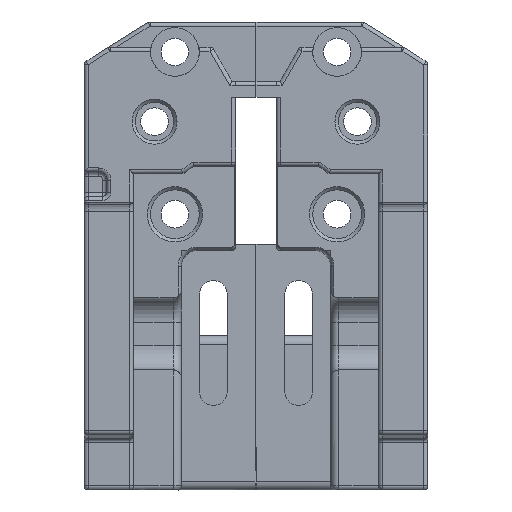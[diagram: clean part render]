
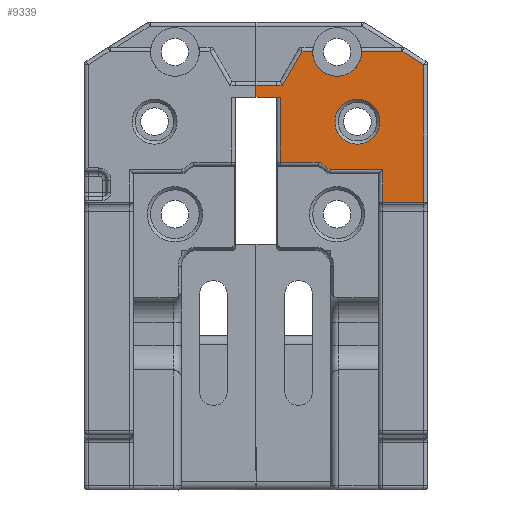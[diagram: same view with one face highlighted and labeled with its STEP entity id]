
A CAD part, front view. The second image highlights one B-rep face of the part: STEP entity #9339.
In plain terms, the highlighted planar face has unit normal (0, -1, 0).
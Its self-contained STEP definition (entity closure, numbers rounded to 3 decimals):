
#844=LINE('',#15486,#1659);
#845=LINE('',#15488,#1660);
#846=LINE('',#15490,#1661);
#847=LINE('',#15492,#1662);
#848=LINE('',#15494,#1663);
#849=LINE('',#15496,#1664);
#850=LINE('',#15498,#1665);
#851=LINE('',#15500,#1666);
#852=LINE('',#15504,#1667);
#853=LINE('',#15506,#1668);
#854=LINE('',#15508,#1669);
#855=LINE('',#15510,#1670);
#856=LINE('',#15512,#1671);
#857=LINE('',#15514,#1672);
#1659=VECTOR('',#12329,10.);
#1660=VECTOR('',#12330,10.);
#1661=VECTOR('',#12331,10.);
#1662=VECTOR('',#12332,10.);
#1663=VECTOR('',#12333,10.);
#1664=VECTOR('',#12334,10.);
#1665=VECTOR('',#12335,10.);
#1666=VECTOR('',#12336,10.);
#1667=VECTOR('',#12339,10.);
#1668=VECTOR('',#12340,10.);
#1669=VECTOR('',#12341,10.);
#1670=VECTOR('',#12342,10.);
#1671=VECTOR('',#12343,10.);
#1672=VECTOR('',#12344,10.);
#2097=FACE_BOUND('',#2997,.T.);
#2408=FACE_OUTER_BOUND('',#2996,.T.);
#2996=EDGE_LOOP('',(#7457,#7458,#7459,#7460,#7461,#7462,#7463,#7464,#7465,
#7466,#7467,#7468,#7469,#7470,#7471,#7472,#7473));
#2997=EDGE_LOOP('',(#7474));
#3571=CIRCLE('',#10220,2.775);
#3573=CIRCLE('',#10223,15.15);
#3574=CIRCLE('',#10224,3.);
#3575=CIRCLE('',#10225,3.);
#4218=VERTEX_POINT('',#15478);
#4220=VERTEX_POINT('',#15484);
#4221=VERTEX_POINT('',#15485);
#4222=VERTEX_POINT('',#15487);
#4223=VERTEX_POINT('',#15489);
#4224=VERTEX_POINT('',#15491);
#4225=VERTEX_POINT('',#15493);
#4226=VERTEX_POINT('',#15495);
#4227=VERTEX_POINT('',#15497);
#4228=VERTEX_POINT('',#15499);
#4229=VERTEX_POINT('',#15501);
#4230=VERTEX_POINT('',#15503);
#4231=VERTEX_POINT('',#15505);
#4232=VERTEX_POINT('',#15507);
#4233=VERTEX_POINT('',#15509);
#4234=VERTEX_POINT('',#15511);
#4235=VERTEX_POINT('',#15513);
#4236=VERTEX_POINT('',#15515);
#5342=EDGE_CURVE('',#4218,#4218,#3571,.T.);
#5345=EDGE_CURVE('',#4220,#4221,#844,.T.);
#5346=EDGE_CURVE('',#4222,#4220,#845,.T.);
#5347=EDGE_CURVE('',#4223,#4222,#846,.T.);
#5348=EDGE_CURVE('',#4224,#4223,#847,.T.);
#5349=EDGE_CURVE('',#4224,#4225,#848,.T.);
#5350=EDGE_CURVE('',#4225,#4226,#849,.T.);
#5351=EDGE_CURVE('',#4227,#4226,#850,.T.);
#5352=EDGE_CURVE('',#4228,#4227,#851,.T.);
#5353=EDGE_CURVE('',#4229,#4228,#3573,.T.);
#5354=EDGE_CURVE('',#4230,#4229,#852,.T.);
#5355=EDGE_CURVE('',#4231,#4230,#853,.T.);
#5356=EDGE_CURVE('',#4232,#4231,#854,.T.);
#5357=EDGE_CURVE('',#4233,#4232,#855,.T.);
#5358=EDGE_CURVE('',#4234,#4233,#856,.T.);
#5359=EDGE_CURVE('',#4235,#4234,#857,.T.);
#5360=EDGE_CURVE('',#4235,#4236,#3574,.T.);
#5361=EDGE_CURVE('',#4236,#4221,#3575,.T.);
#7457=ORIENTED_EDGE('',*,*,#5345,.F.);
#7458=ORIENTED_EDGE('',*,*,#5346,.F.);
#7459=ORIENTED_EDGE('',*,*,#5347,.F.);
#7460=ORIENTED_EDGE('',*,*,#5348,.F.);
#7461=ORIENTED_EDGE('',*,*,#5349,.T.);
#7462=ORIENTED_EDGE('',*,*,#5350,.T.);
#7463=ORIENTED_EDGE('',*,*,#5351,.F.);
#7464=ORIENTED_EDGE('',*,*,#5352,.F.);
#7465=ORIENTED_EDGE('',*,*,#5353,.F.);
#7466=ORIENTED_EDGE('',*,*,#5354,.F.);
#7467=ORIENTED_EDGE('',*,*,#5355,.F.);
#7468=ORIENTED_EDGE('',*,*,#5356,.F.);
#7469=ORIENTED_EDGE('',*,*,#5357,.F.);
#7470=ORIENTED_EDGE('',*,*,#5358,.F.);
#7471=ORIENTED_EDGE('',*,*,#5359,.F.);
#7472=ORIENTED_EDGE('',*,*,#5360,.T.);
#7473=ORIENTED_EDGE('',*,*,#5361,.T.);
#7474=ORIENTED_EDGE('',*,*,#5342,.F.);
#8931=PLANE('',#10222);
#9339=ADVANCED_FACE('',(#2408,#2097),#8931,.F.);
#10220=AXIS2_PLACEMENT_3D('',#15479,#12322,#12323);
#10222=AXIS2_PLACEMENT_3D('',#15483,#12327,#12328);
#10223=AXIS2_PLACEMENT_3D('',#15502,#12337,#12338);
#10224=AXIS2_PLACEMENT_3D('',#15516,#12345,#12346);
#10225=AXIS2_PLACEMENT_3D('',#15517,#12347,#12348);
#12322=DIRECTION('center_axis',(0.,-1.,0.));
#12323=DIRECTION('ref_axis',(-1.,0.,0.));
#12327=DIRECTION('center_axis',(0.,1.,0.));
#12328=DIRECTION('ref_axis',(-1.,0.,0.));
#12329=DIRECTION('',(1.,0.,0.));
#12330=DIRECTION('',(0.5,0.,0.866));
#12331=DIRECTION('',(1.,0.,0.));
#12332=DIRECTION('',(1.,0.,0.));
#12333=DIRECTION('',(0.,0.,-1.));
#12334=DIRECTION('',(1.,0.,0.));
#12335=DIRECTION('',(0.,0.,1.));
#12336=DIRECTION('',(-1.,0.,0.));
#12337=DIRECTION('center_axis',(0.,-1.,0.));
#12338=DIRECTION('ref_axis',(0.569,0.,0.822));
#12339=DIRECTION('',(-1.,0.,0.));
#12340=DIRECTION('',(0.,0.,1.));
#12341=DIRECTION('',(-1.,0.,0.));
#12342=DIRECTION('',(0.,0.,-1.));
#12343=DIRECTION('',(0.848,0.,-0.53));
#12344=DIRECTION('',(1.,0.,0.));
#12345=DIRECTION('center_axis',(0.,1.,0.));
#12346=DIRECTION('ref_axis',(-1.,0.,0.));
#12347=DIRECTION('center_axis',(0.,1.,0.));
#12348=DIRECTION('ref_axis',(-1.,0.,0.));
#15478=CARTESIAN_POINT('',(15.279,-0.35,1.416));
#15479=CARTESIAN_POINT('Origin',(12.504,-0.35,1.416));
#15483=CARTESIAN_POINT('Origin',(0.,-0.35,
-13.324));
#15484=CARTESIAN_POINT('',(5.662,-0.35,10.116));
#15485=CARTESIAN_POINT('',(7.002,-0.35,10.116));
#15486=CARTESIAN_POINT('',(2.687,-0.35,10.116));
#15487=CARTESIAN_POINT('',(3.236,-0.35,5.917));
#15488=CARTESIAN_POINT('',(-1.263,-0.35,-1.872));
#15489=CARTESIAN_POINT('',(2.5,-0.35,5.917));
#15490=CARTESIAN_POINT('',(1.252,-0.35,5.918));
#15491=CARTESIAN_POINT('',(0.,-0.35,5.917));
#15492=CARTESIAN_POINT('',(1.25,-0.35,5.917));
#15493=CARTESIAN_POINT('',(0.,-0.35,4.417));
#15494=CARTESIAN_POINT('',(0.,-0.35,7.738));
#15495=CARTESIAN_POINT('',(3.,-0.35,4.417));
#15496=CARTESIAN_POINT('',(2.5,-0.35,4.417));
#15497=CARTESIAN_POINT('',(3.,-0.35,-3.584));
#15498=CARTESIAN_POINT('',(3.,-0.35,-10.812));
#15499=CARTESIAN_POINT('',(7.782,-0.35,-3.584));
#15500=CARTESIAN_POINT('',(3.821,-0.35,-3.584));
#15501=CARTESIAN_POINT('',(9.179,-0.35,-4.529));
#15502=CARTESIAN_POINT('Origin',(0.003,-0.35,
-16.584));
#15503=CARTESIAN_POINT('',(15.604,-0.35,-4.529));
#15504=CARTESIAN_POINT('',(7.552,-0.35,-4.529));
#15505=CARTESIAN_POINT('',(15.604,-0.35,-8.516));
#15506=CARTESIAN_POINT('',(15.604,-0.35,-13.89));
#15507=CARTESIAN_POINT('',(20.7,-0.35,-8.516));
#15508=CARTESIAN_POINT('',(-21.2,-0.35,-8.516));
#15509=CARTESIAN_POINT('',(20.7,-0.35,8.423));
#15510=CARTESIAN_POINT('',(20.7,-0.35,-11.473));
#15511=CARTESIAN_POINT('',(17.991,-0.35,10.116));
#15512=CARTESIAN_POINT('',(16.262,-0.35,11.197));
#15513=CARTESIAN_POINT('',(12.998,-0.35,10.116));
#15514=CARTESIAN_POINT('',(2.687,-0.35,10.116));
#15515=CARTESIAN_POINT('',(13.,-0.35,10.));
#15516=CARTESIAN_POINT('Origin',(10.,-0.35,10.));
#15517=CARTESIAN_POINT('Origin',(10.,-0.35,10.));
